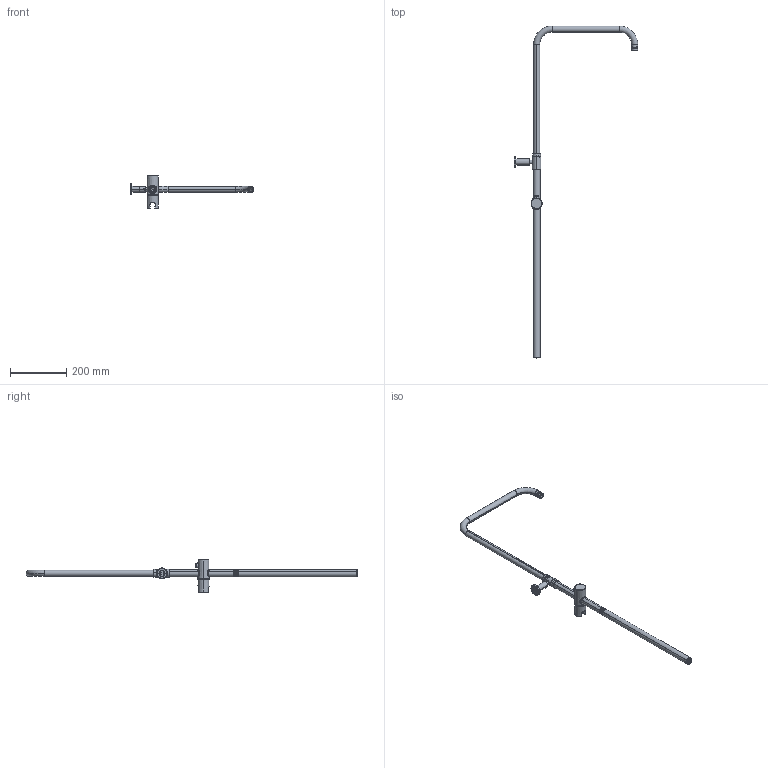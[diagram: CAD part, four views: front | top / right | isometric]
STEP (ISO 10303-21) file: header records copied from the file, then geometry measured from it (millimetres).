
FILE_DESCRIPTION (( 'STEP AP203' ), '1' );
FILE_NAME ('AAZP06723.STEP', '2024-01-18T10:11:10', ( '' ), ( '' ), 'SwSTEP 2.0', 'SolidWorks 2021', '' );
FILE_SCHEMA (( 'CONFIG_CONTROL_DESIGN' ));
Length unit declared in the file: millimetre
Products named in the file (1): AAZP06723
Bounding box: 441 x 1184.69 x 116.5 mm (x, y, z)
Volume: 265407.8 mm3; surface area: 300518.9 mm2
Topology: 8 solids, 8 shells, 255 faces, 554 edges, 338 vertices
Faces by surface type: cylinder 101, cone 59, plane 55, torus 20, bspline 20
Entity records: 9988 total; most frequent: CARTESIAN_POINT 4369, DIRECTION 1214, ORIENTED_EDGE 1104, EDGE_CURVE 552, AXIS2_PLACEMENT_3D 511, VERTEX_POINT 338, EDGE_LOOP 294, CIRCLE 275
